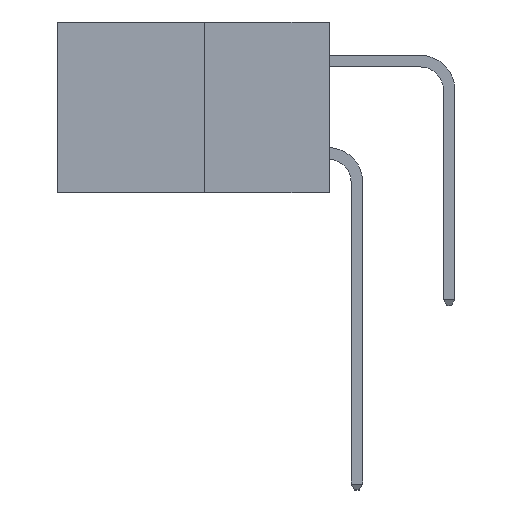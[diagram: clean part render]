
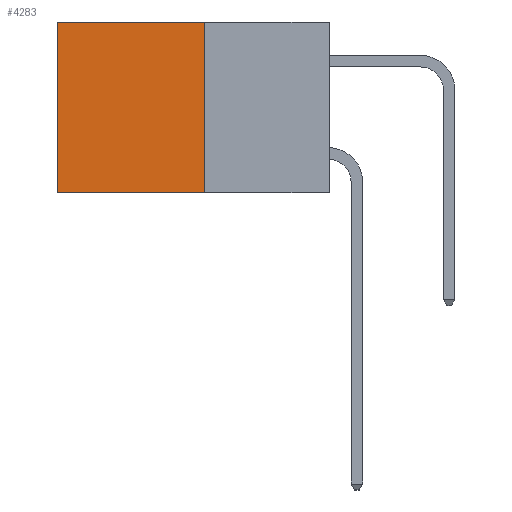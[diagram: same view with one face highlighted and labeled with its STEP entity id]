
A CAD part, left-side view. The second image highlights one B-rep face of the part: STEP entity #4283.
In plain terms, the highlighted planar face has unit normal (-1, 0, 0).
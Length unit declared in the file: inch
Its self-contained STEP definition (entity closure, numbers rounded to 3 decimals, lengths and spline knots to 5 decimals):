
#387 = VECTOR ( 'NONE', #18722, 39.37008 ) ;
#624 = PLANE ( 'NONE',  #5703 ) ;
#2146 = DIRECTION ( 'NONE',  ( 0., 0., -1. ) ) ;
#2243 = CARTESIAN_POINT ( 'NONE',  ( 0.277, 0.27, -0.37 ) ) ;
#2953 = EDGE_LOOP ( 'NONE', ( #14467, #4981, #15717, #7567 ) ) ;
#3425 = CARTESIAN_POINT ( 'NONE',  ( 0.277, 0.27, 0. ) ) ;
#3454 = EDGE_CURVE ( 'NONE', #8749, #6774, #18591, .T. ) ;
#4283 = ADVANCED_FACE ( 'NONE', ( #16977 ), #624, .F. ) ;
#4437 = LINE ( 'NONE', #5594, #387 ) ;
#4981 = ORIENTED_EDGE ( 'NONE', *, *, #5573, .F. ) ;
#5128 = CARTESIAN_POINT ( 'NONE',  ( 0.277, 0.27, -0.37 ) ) ;
#5573 = EDGE_CURVE ( 'NONE', #6774, #5932, #18538, .T. ) ;
#5594 = CARTESIAN_POINT ( 'NONE',  ( 0.277, 0.59, -0.37 ) ) ;
#5703 = AXIS2_PLACEMENT_3D ( 'NONE', #5128, #11046, #2146 ) ;
#5932 = VERTEX_POINT ( 'NONE', #12665 ) ;
#6549 = DIRECTION ( 'NONE',  ( 0., 1., 0. ) ) ;
#6774 = VERTEX_POINT ( 'NONE', #16217 ) ;
#6939 = VECTOR ( 'NONE', #12620, 39.37008 ) ;
#7004 = EDGE_CURVE ( 'NONE', #8749, #16903, #15041, .T. ) ;
#7281 = VECTOR ( 'NONE', #6549, 39.37008 ) ;
#7567 = ORIENTED_EDGE ( 'NONE', *, *, #7004, .T. ) ;
#8501 = EDGE_CURVE ( 'NONE', #16903, #5932, #4437, .T. ) ;
#8749 = VERTEX_POINT ( 'NONE', #3425 ) ;
#9410 = DIRECTION ( 'NONE',  ( 0., 0., -1. ) ) ;
#11046 = DIRECTION ( 'NONE',  ( 1., 0., 0. ) ) ;
#12352 = CARTESIAN_POINT ( 'NONE',  ( 0.277, 0.27, -0.37 ) ) ;
#12493 = CARTESIAN_POINT ( 'NONE',  ( 0.277, 0.59, 0. ) ) ;
#12620 = DIRECTION ( 'NONE',  ( 0., 1., 0. ) ) ;
#12665 = CARTESIAN_POINT ( 'NONE',  ( 0.277, 0.59, -0.37 ) ) ;
#14467 = ORIENTED_EDGE ( 'NONE', *, *, #8501, .T. ) ;
#15041 = LINE ( 'NONE', #16734, #7281 ) ;
#15717 = ORIENTED_EDGE ( 'NONE', *, *, #3454, .F. ) ;
#16217 = CARTESIAN_POINT ( 'NONE',  ( 0.277, 0.27, -0.37 ) ) ;
#16734 = CARTESIAN_POINT ( 'NONE',  ( 0.277, 0.27, 0. ) ) ;
#16903 = VERTEX_POINT ( 'NONE', #12493 ) ;
#16977 = FACE_OUTER_BOUND ( 'NONE', #2953, .T. ) ;
#18128 = VECTOR ( 'NONE', #9410, 39.37008 ) ;
#18538 = LINE ( 'NONE', #2243, #6939 ) ;
#18591 = LINE ( 'NONE', #12352, #18128 ) ;
#18722 = DIRECTION ( 'NONE',  ( 0., 0., -1. ) ) ;
